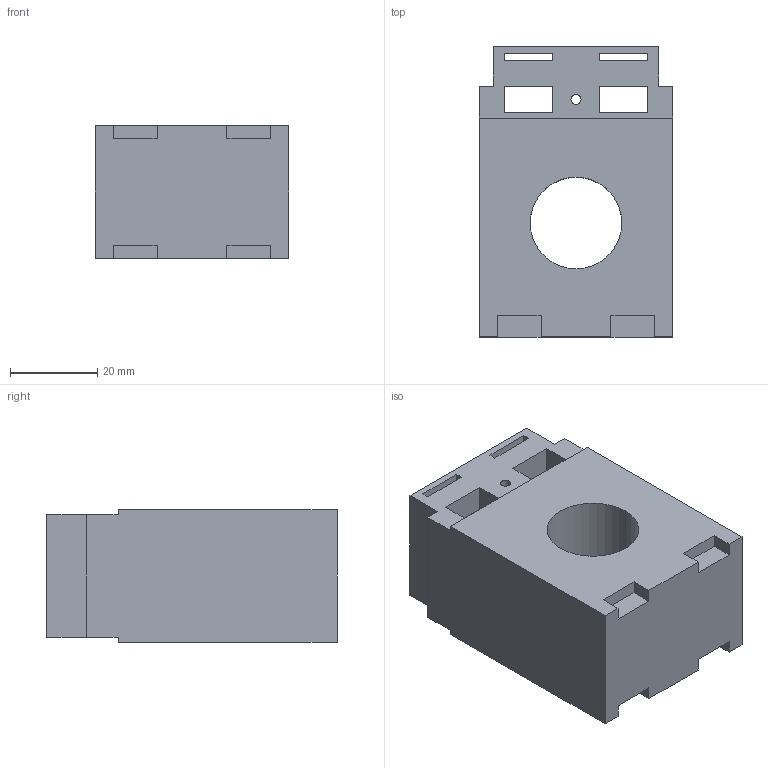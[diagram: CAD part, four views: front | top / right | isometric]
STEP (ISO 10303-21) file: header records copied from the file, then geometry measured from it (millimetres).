
FILE_DESCRIPTION(('SolidDesigner STEP Export'),'2;1');
FILE_NAME('2277022_PACT_MCR_V1_21_44_100_5A_1-select.stp','2012-03-13T 8:59:14',(''),(''),'CoCreate Modeling STEP processor for AP214 (Solid Model)','CoCreate Modeling 16.00A 16-Aug-2008 (C) Parametric Technology GmbH','');
FILE_SCHEMA(('AUTOMOTIVE_DESIGN { 1 0 10303 214 1 1 1 1 }'));
Length unit declared in the file: millimetre
Products named in the file (2): 2277022_PACT_MCR_V1_21_44_100_5A_1-select
Assembly tree (1 placements, depth 2):
  2277022_PACT_MCR_V1_21_44_100_5A_1-select
    2277022_PACT_MCR_V1_21_44_100_5A_1-select
Bounding box: 44.3 x 66.45 x 30.3 mm (x, y, z)
Volume: 69444.1 mm3; surface area: 16575.7 mm2
Topology: 1 solids, 1 shells, 58 faces, 168 edges, 112 vertices
Faces by surface type: plane 54, cylinder 4
Entity records: 2375 total; most frequent: ORIENTED_EDGE 336, CARTESIAN_POINT 330, DIRECTION 280, EDGE_CURVE 168, VECTOR 156, LINE 156, VERTEX_POINT 112, EDGE_LOOP 74
